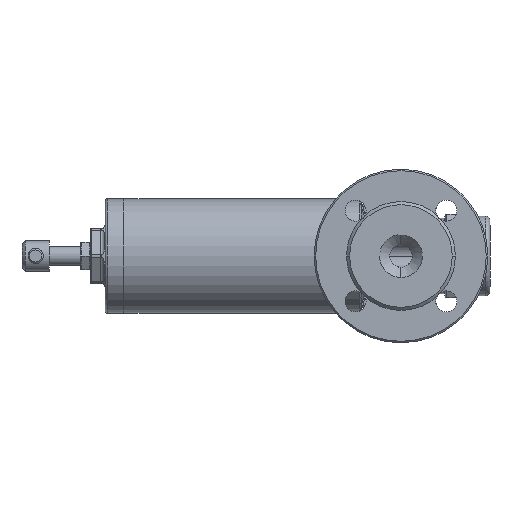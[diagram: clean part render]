
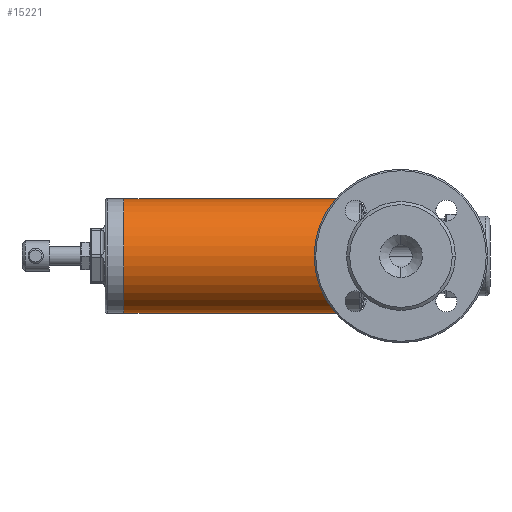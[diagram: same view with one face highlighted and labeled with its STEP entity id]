
A CAD part, left-side view. The second image highlights one B-rep face of the part: STEP entity #15221.
In plain terms, the highlighted cylindrical face has radius 38 mm (diameter 76 mm), a partial arc.
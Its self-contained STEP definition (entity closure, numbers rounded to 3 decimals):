
#179 = CARTESIAN_POINT ( 'NONE',  ( 0., 183.5, 38. ) ) ;
#1139 = DIRECTION ( 'NONE',  ( 0., 0., -1. ) ) ;
#1452 = CARTESIAN_POINT ( 'NONE',  ( 0., 185., -38. ) ) ;
#1596 = VECTOR ( 'NONE', #14423, 1000. ) ;
#2031 = LINE ( 'NONE', #3307, #1596 ) ;
#2089 = ORIENTED_EDGE ( 'NONE', *, *, #14417, .T. ) ;
#2530 = ORIENTED_EDGE ( 'NONE', *, *, #15325, .T. ) ;
#2616 = VERTEX_POINT ( 'NONE', #179 ) ;
#2842 = DIRECTION ( 'NONE',  ( 0., -1., 0. ) ) ;
#2974 = CYLINDRICAL_SURFACE ( 'NONE', #16921, 38. ) ;
#3307 = CARTESIAN_POINT ( 'NONE',  ( 0., 185., 38. ) ) ;
#3573 = EDGE_CURVE ( 'NONE', #2616, #8688, #2031, .T. ) ;
#5188 = DIRECTION ( 'NONE',  ( 0., -1., 0. ) ) ;
#6053 = CARTESIAN_POINT ( 'NONE',  ( 0., 42.1, 0. ) ) ;
#6158 = CARTESIAN_POINT ( 'NONE',  ( 0., 42.1, 38. ) ) ;
#6587 = CARTESIAN_POINT ( 'NONE',  ( 0., 185., 0. ) ) ;
#7456 = DIRECTION ( 'NONE',  ( 0., 0., -1. ) ) ;
#8644 = AXIS2_PLACEMENT_3D ( 'NONE', #17703, #9412, #1139 ) ;
#8688 = VERTEX_POINT ( 'NONE', #6158 ) ;
#9412 = DIRECTION ( 'NONE',  ( 0., -1., 0. ) ) ;
#9709 = CIRCLE ( 'NONE', #10559, 38. ) ;
#10559 = AXIS2_PLACEMENT_3D ( 'NONE', #6053, #15736, #7456 ) ;
#11048 = VERTEX_POINT ( 'NONE', #11531 ) ;
#11182 = FACE_OUTER_BOUND ( 'NONE', #16164, .T. ) ;
#11531 = CARTESIAN_POINT ( 'NONE',  ( 0., 42.1, -38. ) ) ;
#12070 = ORIENTED_EDGE ( 'NONE', *, *, #14059, .T. ) ;
#13120 = LINE ( 'NONE', #1452, #16364 ) ;
#13157 = CIRCLE ( 'NONE', #8644, 38. ) ;
#13693 = VERTEX_POINT ( 'NONE', #14842 ) ;
#14059 = EDGE_CURVE ( 'NONE', #2616, #13693, #13157, .T. ) ;
#14417 = EDGE_CURVE ( 'NONE', #11048, #8688, #9709, .T. ) ;
#14423 = DIRECTION ( 'NONE',  ( 0., -1., 0. ) ) ;
#14842 = CARTESIAN_POINT ( 'NONE',  ( 0., 183.5, -38. ) ) ;
#15221 = ADVANCED_FACE ( 'NONE', ( #11182 ), #2974, .T. ) ;
#15325 = EDGE_CURVE ( 'NONE', #13693, #11048, #13120, .T. ) ;
#15736 = DIRECTION ( 'NONE',  ( 0., 1., 0. ) ) ;
#16164 = EDGE_LOOP ( 'NONE', ( #12070, #2530, #2089, #17088 ) ) ;
#16364 = VECTOR ( 'NONE', #2842, 1000. ) ;
#16921 = AXIS2_PLACEMENT_3D ( 'NONE', #6587, #5188, #17603 ) ;
#17088 = ORIENTED_EDGE ( 'NONE', *, *, #3573, .F. ) ;
#17603 = DIRECTION ( 'NONE',  ( 0., 0., 1. ) ) ;
#17703 = CARTESIAN_POINT ( 'NONE',  ( 0., 183.5, 0. ) ) ;
